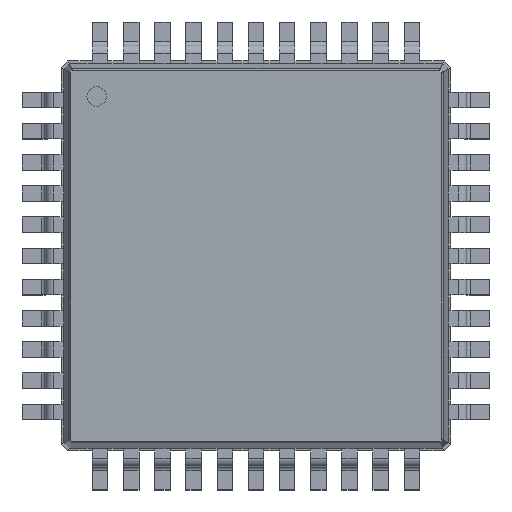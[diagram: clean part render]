
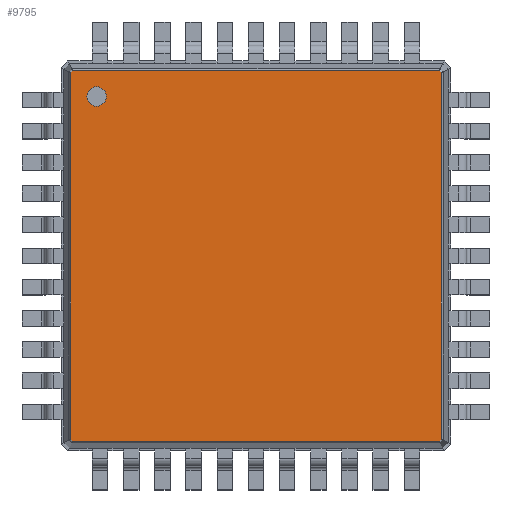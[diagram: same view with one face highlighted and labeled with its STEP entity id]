
A CAD part, top view. The second image highlights one B-rep face of the part: STEP entity #9795.
In plain terms, the highlighted planar face has unit normal (0, 0, 1).
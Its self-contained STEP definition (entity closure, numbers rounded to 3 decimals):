
#4760 = VERTEX_POINT('',#4761);
#4761 = CARTESIAN_POINT('',(4.746,4.702,1.5));
#5054 = EDGE_CURVE('',#4760,#5055,#5057,.T.);
#5055 = VERTEX_POINT('',#5056);
#5056 = CARTESIAN_POINT('',(4.746,-4.702,1.5));
#5057 = B_SPLINE_CURVE_WITH_KNOTS('',2,(#5058,#5059,#5060,#5061,#5062),
.UNSPECIFIED.,.F.,.F.,(3,1,1,3),(-0.503,-0.04,
9.477,9.939),.UNSPECIFIED.);
#5058 = CARTESIAN_POINT('',(4.746,5.221,1.5));
#5059 = CARTESIAN_POINT('',(4.746,4.99,1.5));
#5060 = CARTESIAN_POINT('',(4.746,0.,1.5));
#5061 = CARTESIAN_POINT('',(4.746,-4.99,1.5));
#5062 = CARTESIAN_POINT('',(4.746,-5.221,1.5));
#9152 = EDGE_CURVE('',#5055,#9153,#9155,.T.);
#9153 = VERTEX_POINT('',#9154);
#9154 = CARTESIAN_POINT('',(4.702,-4.746,1.5));
#9155 = B_SPLINE_CURVE_WITH_KNOTS('',2,(#9156,#9157,#9158,#9159,#9160),
.UNSPECIFIED.,.F.,.F.,(3,1,1,3),(-0.216,-0.04,
0.137,0.313),.UNSPECIFIED.);
#9156 = CARTESIAN_POINT('',(4.911,-4.537,1.5));
#9157 = CARTESIAN_POINT('',(4.849,-4.6,1.5));
#9158 = CARTESIAN_POINT('',(4.724,-4.724,1.5));
#9159 = CARTESIAN_POINT('',(4.6,-4.849,1.5));
#9160 = CARTESIAN_POINT('',(4.537,-4.911,1.5));
#9473 = VERTEX_POINT('',#9474);
#9474 = CARTESIAN_POINT('',(4.702,4.746,1.5));
#9770 = EDGE_CURVE('',#9473,#4760,#9771,.T.);
#9771 = B_SPLINE_CURVE_WITH_KNOTS('',2,(#9772,#9773,#9774,#9775,#9776),
.UNSPECIFIED.,.F.,.F.,(3,1,1,3),(-0.216,-0.04,
0.137,0.313),.UNSPECIFIED.);
#9772 = CARTESIAN_POINT('',(4.537,4.911,1.5));
#9773 = CARTESIAN_POINT('',(4.6,4.849,1.5));
#9774 = CARTESIAN_POINT('',(4.724,4.724,1.5));
#9775 = CARTESIAN_POINT('',(4.849,4.6,1.5));
#9776 = CARTESIAN_POINT('',(4.911,4.537,1.5));
#9795 = ADVANCED_FACE('',(#9796,#9849),#9860,.T.);
#9796 = FACE_BOUND('',#9797,.T.);
#9797 = EDGE_LOOP('',(#9798,#9810,#9818,#9819,#9820,#9821,#9831,#9841));
#9798 = ORIENTED_EDGE('',*,*,#9799,.F.);
#9799 = EDGE_CURVE('',#9800,#9802,#9804,.T.);
#9800 = VERTEX_POINT('',#9801);
#9801 = CARTESIAN_POINT('',(-4.702,-4.746,1.5));
#9802 = VERTEX_POINT('',#9803);
#9803 = CARTESIAN_POINT('',(-4.746,-4.702,1.5));
#9804 = B_SPLINE_CURVE_WITH_KNOTS('',2,(#9805,#9806,#9807,#9808,#9809),
.UNSPECIFIED.,.F.,.F.,(3,1,1,3),(-0.216,-0.04,
0.137,0.313),.UNSPECIFIED.);
#9805 = CARTESIAN_POINT('',(-4.537,-4.911,1.5));
#9806 = CARTESIAN_POINT('',(-4.6,-4.849,1.5));
#9807 = CARTESIAN_POINT('',(-4.724,-4.724,1.5));
#9808 = CARTESIAN_POINT('',(-4.849,-4.6,1.5));
#9809 = CARTESIAN_POINT('',(-4.911,-4.537,1.5));
#9810 = ORIENTED_EDGE('',*,*,#9811,.F.);
#9811 = EDGE_CURVE('',#9153,#9800,#9812,.T.);
#9812 = B_SPLINE_CURVE_WITH_KNOTS('',2,(#9813,#9814,#9815,#9816,#9817),
.UNSPECIFIED.,.F.,.F.,(3,1,1,3),(-0.503,-0.04,
9.477,9.939),.UNSPECIFIED.);
#9813 = CARTESIAN_POINT('',(5.221,-4.746,1.5));
#9814 = CARTESIAN_POINT('',(4.99,-4.746,1.5));
#9815 = CARTESIAN_POINT('',(0.,-4.746,1.5));
#9816 = CARTESIAN_POINT('',(-4.99,-4.746,1.5));
#9817 = CARTESIAN_POINT('',(-5.221,-4.746,1.5));
#9818 = ORIENTED_EDGE('',*,*,#9152,.F.);
#9819 = ORIENTED_EDGE('',*,*,#5054,.F.);
#9820 = ORIENTED_EDGE('',*,*,#9770,.F.);
#9821 = ORIENTED_EDGE('',*,*,#9822,.F.);
#9822 = EDGE_CURVE('',#9823,#9473,#9825,.T.);
#9823 = VERTEX_POINT('',#9824);
#9824 = CARTESIAN_POINT('',(-4.702,4.746,1.5));
#9825 = B_SPLINE_CURVE_WITH_KNOTS('',2,(#9826,#9827,#9828,#9829,#9830),
.UNSPECIFIED.,.F.,.F.,(3,1,1,3),(-0.503,-0.04,
9.477,9.939),.UNSPECIFIED.);
#9826 = CARTESIAN_POINT('',(-5.221,4.746,1.5));
#9827 = CARTESIAN_POINT('',(-4.99,4.746,1.5));
#9828 = CARTESIAN_POINT('',(0.,4.746,1.5));
#9829 = CARTESIAN_POINT('',(4.99,4.746,1.5));
#9830 = CARTESIAN_POINT('',(5.221,4.746,1.5));
#9831 = ORIENTED_EDGE('',*,*,#9832,.F.);
#9832 = EDGE_CURVE('',#9833,#9823,#9835,.T.);
#9833 = VERTEX_POINT('',#9834);
#9834 = CARTESIAN_POINT('',(-4.746,4.702,1.5));
#9835 = B_SPLINE_CURVE_WITH_KNOTS('',2,(#9836,#9837,#9838,#9839,#9840),
.UNSPECIFIED.,.F.,.F.,(3,1,1,3),(-0.216,-0.04,
0.137,0.313),.UNSPECIFIED.);
#9836 = CARTESIAN_POINT('',(-4.911,4.537,1.5));
#9837 = CARTESIAN_POINT('',(-4.849,4.6,1.5));
#9838 = CARTESIAN_POINT('',(-4.724,4.724,1.5));
#9839 = CARTESIAN_POINT('',(-4.6,4.849,1.5));
#9840 = CARTESIAN_POINT('',(-4.537,4.911,1.5));
#9841 = ORIENTED_EDGE('',*,*,#9842,.F.);
#9842 = EDGE_CURVE('',#9802,#9833,#9843,.T.);
#9843 = B_SPLINE_CURVE_WITH_KNOTS('',2,(#9844,#9845,#9846,#9847,#9848),
.UNSPECIFIED.,.F.,.F.,(3,1,1,3),(-0.503,-0.04,
9.477,9.939),.UNSPECIFIED.);
#9844 = CARTESIAN_POINT('',(-4.746,-5.221,1.5));
#9845 = CARTESIAN_POINT('',(-4.746,-4.99,1.5));
#9846 = CARTESIAN_POINT('',(-4.746,0.,1.5));
#9847 = CARTESIAN_POINT('',(-4.746,4.99,1.5));
#9848 = CARTESIAN_POINT('',(-4.746,5.221,1.5));
#9849 = FACE_BOUND('',#9850,.T.);
#9850 = EDGE_LOOP('',(#9851));
#9851 = ORIENTED_EDGE('',*,*,#9852,.F.);
#9852 = EDGE_CURVE('',#9853,#9853,#9855,.T.);
#9853 = VERTEX_POINT('',#9854);
#9854 = CARTESIAN_POINT('',(-4.087,3.837,1.5));
#9855 = CIRCLE('',#9856,0.25);
#9856 = AXIS2_PLACEMENT_3D('',#9857,#9858,#9859);
#9857 = CARTESIAN_POINT('',(-4.087,4.087,1.5));
#9858 = DIRECTION('',(0.,0.,1.));
#9859 = DIRECTION('',(0.,-1.,0.));
#9860 = PLANE('',#9861);
#9861 = AXIS2_PLACEMENT_3D('',#9862,#9863,#9864);
#9862 = CARTESIAN_POINT('',(-4.718,4.787,1.5));
#9863 = DIRECTION('',(0.,0.,1.));
#9864 = DIRECTION('',(0.702,-0.712,0.));
